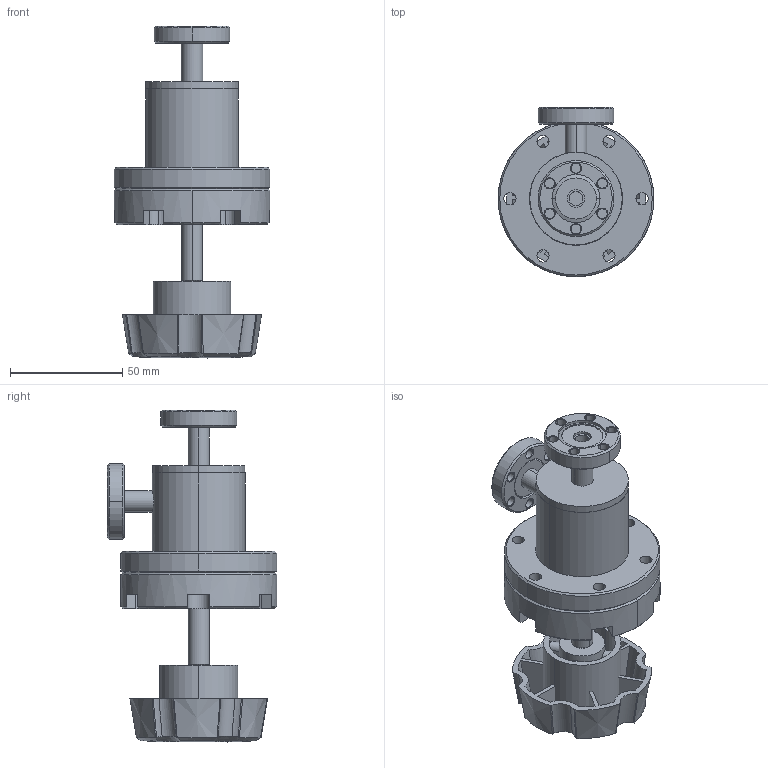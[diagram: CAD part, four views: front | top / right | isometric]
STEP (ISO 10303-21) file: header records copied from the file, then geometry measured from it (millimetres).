
FILE_DESCRIPTION (( 'STEP AP214' ), '1' );
FILE_NAME ('MA-380-H-CF_MANUAL_VALVE.STEP', '2020-05-13T08:49:20', ( 'admin' ), ( 'Microsoft' ), 'SwSTEP 2.0', 'SolidWorks 2016', '' );
FILE_SCHEMA (( 'AUTOMOTIVE_DESIGN' ));
Length unit declared in the file: inch
Products named in the file (1): MA-380-H-CF_MANUAL_VALVE
Bounding box: 69.34 x 75.34 x 147.66 mm (x, y, z)
Volume: 136994.7 mm3; surface area: 73957.4 mm2
Topology: 14 solids, 14 shells, 443 faces, 1155 edges, 760 vertices
Faces by surface type: cylinder 178, cone 140, plane 104, bspline 20, sphere 1
Entity records: 15624 total; most frequent: CARTESIAN_POINT 4378, DIRECTION 2339, ORIENTED_EDGE 2310, EDGE_CURVE 1155, AXIS2_PLACEMENT_3D 969, VERTEX_POINT 760, CIRCLE 545, EDGE_LOOP 537
